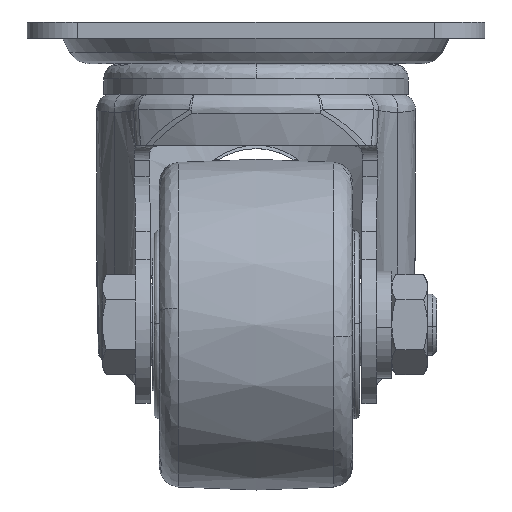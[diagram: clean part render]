
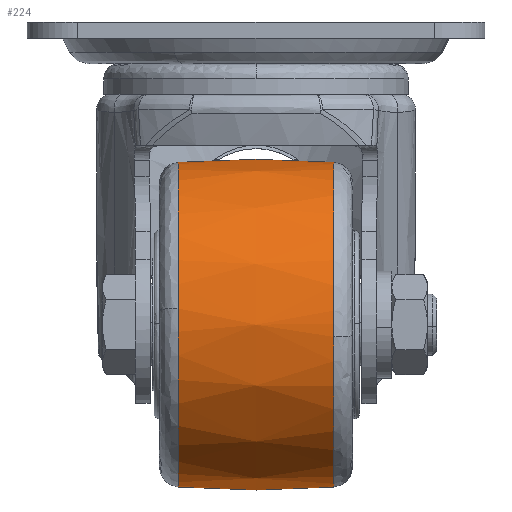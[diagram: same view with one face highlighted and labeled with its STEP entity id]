
A CAD part, left-side view. The second image highlights one B-rep face of the part: STEP entity #224.
In plain terms, the highlighted free-form (B-spline) face has degree [2, 2] with [3, 7] control points.
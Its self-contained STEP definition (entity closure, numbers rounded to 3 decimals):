
#34=CARTESIAN_POINT('',(-22.0,-15.306,-91.414));
#35=VERTEX_POINT('',#34);
#36=CARTESIAN_POINT('',(-22.0,15.306,-91.414));
#37=VERTEX_POINT('',#36);
#38=CARTESIAN_POINT('',(-22.0,-15.306,-91.414));
#39=CARTESIAN_POINT('',(-22.,0.,-92.588));
#40=CARTESIAN_POINT('',(-22.,15.306,-91.414));
#48=(BOUNDED_CURVE()B_SPLINE_CURVE(2,(#38,#39,#40),.UNSPECIFIED.,.F.,.U.)B_SPLINE_CURVE_WITH_KNOTS((3,3),(0.436,0.564),.UNSPECIFIED.)CURVE()GEOMETRIC_REPRESENTATION_ITEM()RATIONAL_B_SPLINE_CURVE((0.92,0.917,0.92))REPRESENTATION_ITEM(''));
#49=EDGE_CURVE('',#35,#37,#48,.T.);
#66=CARTESIAN_POINT('',(-22.0,15.306,-27.587));
#67=VERTEX_POINT('',#66);
#83=CARTESIAN_POINT('',(-22.0,-15.306,-27.587));
#84=VERTEX_POINT('',#83);
#85=CARTESIAN_POINT('',(-22.,-15.306,-27.587));
#86=CARTESIAN_POINT('',(-22.0,0.,-26.412));
#87=CARTESIAN_POINT('',(-22.,15.306,-27.587));
#95=(BOUNDED_CURVE()B_SPLINE_CURVE(2,(#85,#86,#87),.UNSPECIFIED.,.F.,.U.)B_SPLINE_CURVE_WITH_KNOTS((3,3),(0.436,0.564),.UNSPECIFIED.)CURVE()GEOMETRIC_REPRESENTATION_ITEM()RATIONAL_B_SPLINE_CURVE((0.92,0.917,0.92))REPRESENTATION_ITEM(''));
#96=EDGE_CURVE('',#84,#67,#95,.T.);
#131=CARTESIAN_POINT('',(-21.111,-16.83,-27.709));
#132=CARTESIAN_POINT('',(-21.072,0.,-26.288));
#133=CARTESIAN_POINT('',(-21.111,16.83,-27.709));
#134=CARTESIAN_POINT('',(-21.553,-16.83,-27.709));
#135=CARTESIAN_POINT('',(-21.533,0.,-26.288));
#136=CARTESIAN_POINT('',(-21.553,16.83,-27.709));
#137=CARTESIAN_POINT('',(-53.791,-16.83,-27.709));
#138=CARTESIAN_POINT('',(-55.212,0.,-26.288));
#139=CARTESIAN_POINT('',(-53.791,16.83,-27.709));
#140=CARTESIAN_POINT('',(-53.791,-16.83,-59.5));
#141=CARTESIAN_POINT('',(-55.212,0.,-59.5));
#142=CARTESIAN_POINT('',(-53.791,16.83,-59.5));
#143=CARTESIAN_POINT('',(-53.791,-16.83,-91.291));
#144=CARTESIAN_POINT('',(-55.212,0.,-92.712));
#145=CARTESIAN_POINT('',(-53.791,16.83,-91.291));
#146=CARTESIAN_POINT('',(-21.553,-16.83,-91.291));
#147=CARTESIAN_POINT('',(-21.533,0.,-92.712));
#148=CARTESIAN_POINT('',(-21.553,16.83,-91.291));
#149=CARTESIAN_POINT('',(-21.111,-16.83,-91.291));
#150=CARTESIAN_POINT('',(-21.072,0.,-92.712));
#151=CARTESIAN_POINT('',(-21.111,16.83,-91.291));
#159=(BOUNDED_SURFACE()B_SPLINE_SURFACE(2,2,((#131,#134,#137,#140,#143,#146,#149),(#132,#135,#138,#141,#144,#147,#150),(#133,#136,#139,#142,#145,#148,#151)),.UNSPECIFIED.,.F.,.F.,.U.)B_SPLINE_SURFACE_WITH_KNOTS((3,3),(3,1,2,1,3),(0.0,33.72),(0.0,1.077,54.925,108.773,109.85),.UNSPECIFIED.)GEOMETRIC_REPRESENTATION_ITEM()RATIONAL_B_SPLINE_SURFACE(((0.931,0.926,0.651,0.92,0.651,0.926,0.931),(0.928,0.922,0.649,0.917,0.649,0.922,0.928),(0.931,0.926,0.651,0.92,0.651,0.926,0.931)))REPRESENTATION_ITEM('')SURFACE());
#160=ORIENTED_EDGE('',*,*,#49,.F.);
#161=CARTESIAN_POINT('',(-53.823,-15.306,-61.904));
#162=VERTEX_POINT('',#161);
#163=CARTESIAN_POINT('',(-53.823,-15.306,-61.904));
#164=CARTESIAN_POINT('',(-51.594,-15.306,-91.414));
#165=CARTESIAN_POINT('',(-22.0,-15.306,-91.414));
#173=(BOUNDED_CURVE()B_SPLINE_CURVE(2,(#163,#164,#165),.UNSPECIFIED.,.F.,.U.)B_SPLINE_CURVE_WITH_KNOTS((3,3),(0.763,1.0),.UNSPECIFIED.)CURVE()GEOMETRIC_REPRESENTATION_ITEM()RATIONAL_B_SPLINE_CURVE((0.971,0.722,1.0))REPRESENTATION_ITEM(''));
#174=EDGE_CURVE('',#162,#35,#173,.T.);
#175=ORIENTED_EDGE('',*,*,#174,.F.);
#176=CARTESIAN_POINT('',(-22.0,-15.306,-27.587));
#177=CARTESIAN_POINT('',(-53.913,-15.306,-27.587));
#178=CARTESIAN_POINT('',(-53.913,-15.306,-59.5));
#179=CARTESIAN_POINT('',(-53.913,-15.306,-60.704));
#180=CARTESIAN_POINT('',(-53.823,-15.306,-61.904));
#188=(BOUNDED_CURVE()B_SPLINE_CURVE(2,(#176,#177,#178,#179,#180),.UNSPECIFIED.,.F.,.U.)B_SPLINE_CURVE_WITH_KNOTS((3,2,3),(0.5,0.75,0.763),.UNSPECIFIED.)CURVE()GEOMETRIC_REPRESENTATION_ITEM()RATIONAL_B_SPLINE_CURVE((1.0,0.707,1.0,0.985,0.971))REPRESENTATION_ITEM(''));
#189=EDGE_CURVE('',#84,#162,#188,.T.);
#190=ORIENTED_EDGE('',*,*,#189,.F.);
#191=ORIENTED_EDGE('',*,*,#96,.T.);
#192=CARTESIAN_POINT('',(-53.752,15.306,-56.297));
#193=VERTEX_POINT('',#192);
#194=CARTESIAN_POINT('',(-22.0,15.306,-27.587));
#195=CARTESIAN_POINT('',(-50.856,15.306,-27.587));
#196=CARTESIAN_POINT('',(-53.752,15.306,-56.297));
#204=(BOUNDED_CURVE()B_SPLINE_CURVE(2,(#194,#195,#196),.UNSPECIFIED.,.F.,.U.)B_SPLINE_CURVE_WITH_KNOTS((3,3),(0.5,0.733),.UNSPECIFIED.)CURVE()GEOMETRIC_REPRESENTATION_ITEM()RATIONAL_B_SPLINE_CURVE((1.0,0.728,0.962))REPRESENTATION_ITEM(''));
#205=EDGE_CURVE('',#67,#193,#204,.T.);
#206=ORIENTED_EDGE('',*,*,#205,.T.);
#207=CARTESIAN_POINT('',(-53.752,15.306,-56.297));
#208=CARTESIAN_POINT('',(-53.913,15.306,-57.895));
#209=CARTESIAN_POINT('',(-53.913,15.306,-59.5));
#210=CARTESIAN_POINT('',(-53.913,15.306,-91.414));
#211=CARTESIAN_POINT('',(-22.0,15.306,-91.414));
#219=(BOUNDED_CURVE()B_SPLINE_CURVE(2,(#207,#208,#209,#210,#211),.UNSPECIFIED.,.F.,.U.)B_SPLINE_CURVE_WITH_KNOTS((3,2,3),(0.733,0.75,1.0),.UNSPECIFIED.)CURVE()GEOMETRIC_REPRESENTATION_ITEM()RATIONAL_B_SPLINE_CURVE((0.962,0.98,1.0,0.707,1.0))REPRESENTATION_ITEM(''));
#220=EDGE_CURVE('',#193,#37,#219,.T.);
#221=ORIENTED_EDGE('',*,*,#220,.T.);
#222=EDGE_LOOP('',(#160,#175,#190,#191,#206,#221));
#223=FACE_OUTER_BOUND('',#222,.T.);
#224=ADVANCED_FACE('',(#223),#159,.T.);
